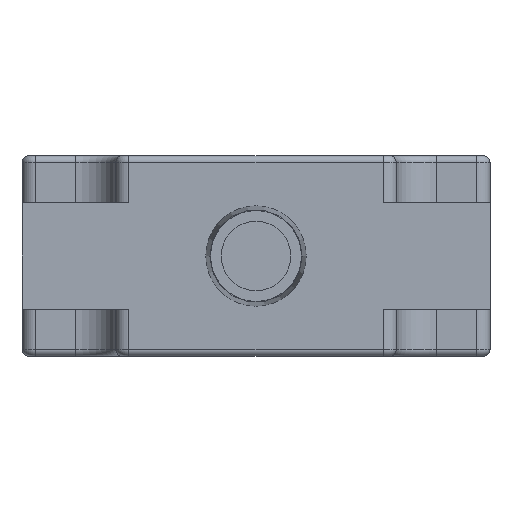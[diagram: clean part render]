
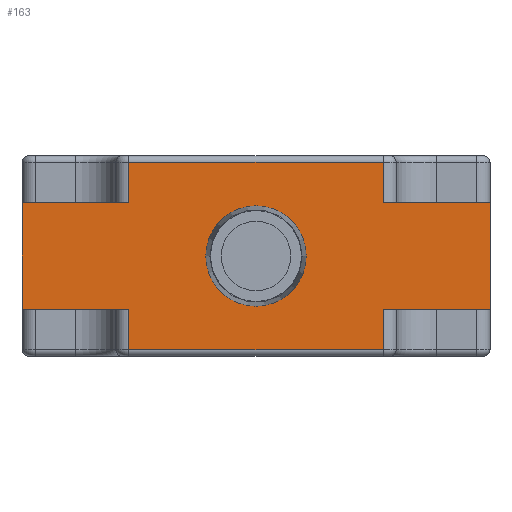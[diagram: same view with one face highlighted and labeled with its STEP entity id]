
A CAD part, front view. The second image highlights one B-rep face of the part: STEP entity #163.
In plain terms, the highlighted planar face has unit normal (0, -1, 0).
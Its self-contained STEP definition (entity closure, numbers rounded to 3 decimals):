
#163 = ADVANCED_FACE( '', ( #378, #379 ), #380, .F. );
#378 = FACE_BOUND( '', #645, .T. );
#379 = FACE_OUTER_BOUND( '', #646, .T. );
#380 = PLANE( '', #647 );
#645 = EDGE_LOOP( '', ( #1052 ) );
#646 = EDGE_LOOP( '', ( #1053, #1054, #1055, #1056, #1057, #1058, #1059, #1060, #1061, #1062, #1063, #1064 ) );
#647 = AXIS2_PLACEMENT_3D( '', #1065, #1066, #1067 );
#1052 = ORIENTED_EDGE( '', *, *, #1668, .T. );
#1053 = ORIENTED_EDGE( '', *, *, #1669, .T. );
#1054 = ORIENTED_EDGE( '', *, *, #1670, .T. );
#1055 = ORIENTED_EDGE( '', *, *, #1623, .T. );
#1056 = ORIENTED_EDGE( '', *, *, #1671, .T. );
#1057 = ORIENTED_EDGE( '', *, *, #1672, .F. );
#1058 = ORIENTED_EDGE( '', *, *, #1673, .T. );
#1059 = ORIENTED_EDGE( '', *, *, #1674, .T. );
#1060 = ORIENTED_EDGE( '', *, *, #1637, .T. );
#1061 = ORIENTED_EDGE( '', *, *, #1619, .T. );
#1062 = ORIENTED_EDGE( '', *, *, #1675, .F. );
#1063 = ORIENTED_EDGE( '', *, *, #1663, .T. );
#1064 = ORIENTED_EDGE( '', *, *, #1648, .F. );
#1065 = CARTESIAN_POINT( '', ( -17.5, -27.5, 15. ) );
#1066 = DIRECTION( '', ( 0., 1., 0. ) );
#1067 = DIRECTION( '', ( 0., 0., 1. ) );
#1619 = EDGE_CURVE( '', #1954, #1955, #1956, .F. );
#1623 = EDGE_CURVE( '', #1821, #1960, #1961, .F. );
#1637 = EDGE_CURVE( '', #1828, #1954, #1982, .F. );
#1648 = EDGE_CURVE( '', #2000, #1992, #2002, .T. );
#1663 = EDGE_CURVE( '', #2022, #1992, #2023, .T. );
#1668 = EDGE_CURVE( '', #2030, #2030, #2031, .T. );
#1669 = EDGE_CURVE( '', #2000, #2032, #2033, .T. );
#1670 = EDGE_CURVE( '', #2032, #1821, #2034, .T. );
#1671 = EDGE_CURVE( '', #1960, #2035, #2036, .T. );
#1672 = EDGE_CURVE( '', #2037, #2035, #2038, .T. );
#1673 = EDGE_CURVE( '', #2037, #2039, #2040, .T. );
#1674 = EDGE_CURVE( '', #2039, #1828, #2041, .T. );
#1675 = EDGE_CURVE( '', #2022, #1955, #2042, .T. );
#1821 = VERTEX_POINT( '', #2218 );
#1828 = VERTEX_POINT( '', #2225 );
#1954 = VERTEX_POINT( '', #2382 );
#1955 = VERTEX_POINT( '', #2383 );
#1956 = LINE( '', #2384, #2385 );
#1960 = VERTEX_POINT( '', #2389 );
#1961 = LINE( '', #2390, #2391 );
#1982 = LINE( '', #2414, #2415 );
#1992 = VERTEX_POINT( '', #2427 );
#2000 = VERTEX_POINT( '', #2438 );
#2002 = LINE( '', #2440, #2441 );
#2022 = VERTEX_POINT( '', #2467 );
#2023 = LINE( '', #2468, #2469 );
#2030 = VERTEX_POINT( '', #2479 );
#2031 = CIRCLE( '', #2480, 3.75 );
#2032 = VERTEX_POINT( '', #2481 );
#2033 = LINE( '', #2482, #2483 );
#2034 = LINE( '', #2484, #2485 );
#2035 = VERTEX_POINT( '', #2486 );
#2036 = LINE( '', #2487, #2488 );
#2037 = VERTEX_POINT( '', #2489 );
#2038 = LINE( '', #2490, #2491 );
#2039 = VERTEX_POINT( '', #2492 );
#2040 = LINE( '', #2493, #2494 );
#2041 = LINE( '', #2495, #2496 );
#2042 = LINE( '', #2497, #2498 );
#2218 = CARTESIAN_POINT( '', ( 9.5, -27.5, 0.5 ) );
#2225 = CARTESIAN_POINT( '', ( 9.5, -27.5, 14.5 ) );
#2382 = CARTESIAN_POINT( '', ( -9.5, -27.5, 14.5 ) );
#2383 = CARTESIAN_POINT( '', ( -9.5, -27.5, 11.5 ) );
#2384 = CARTESIAN_POINT( '', ( -9.5, -27.5, 15. ) );
#2385 = VECTOR( '', #2834, 1000. );
#2389 = CARTESIAN_POINT( '', ( 9.5, -27.5, 3.5 ) );
#2390 = CARTESIAN_POINT( '', ( 9.5, -27.5, 3.5 ) );
#2391 = VECTOR( '', #2841, 1000. );
#2414 = CARTESIAN_POINT( '', ( -9.5, -27.5, 14.5 ) );
#2415 = VECTOR( '', #2865, 1000. );
#2427 = CARTESIAN_POINT( '', ( -17.5, -27.5, 3.5 ) );
#2438 = CARTESIAN_POINT( '', ( -9.5, -27.5, 3.5 ) );
#2440 = CARTESIAN_POINT( '', ( -10.5, -27.5, 3.5 ) );
#2441 = VECTOR( '', #2883, 1000. );
#2467 = CARTESIAN_POINT( '', ( -17.5, -27.5, 11.5 ) );
#2468 = CARTESIAN_POINT( '', ( -17.5, -27.5, 15. ) );
#2469 = VECTOR( '', #2902, 1000. );
#2479 = CARTESIAN_POINT( '', ( 3.75, -27.5, 7.5 ) );
#2480 = AXIS2_PLACEMENT_3D( '', #2906, #2907, #2908 );
#2481 = CARTESIAN_POINT( '', ( -9.5, -27.5, 0.5 ) );
#2482 = CARTESIAN_POINT( '', ( -9.5, -27.5, 15. ) );
#2483 = VECTOR( '', #2909, 1000. );
#2484 = CARTESIAN_POINT( '', ( -17.5, -27.5, 0.5 ) );
#2485 = VECTOR( '', #2910, 1000. );
#2486 = CARTESIAN_POINT( '', ( 17.5, -27.5, 3.5 ) );
#2487 = CARTESIAN_POINT( '', ( 10.5, -27.5, 3.5 ) );
#2488 = VECTOR( '', #2911, 1000. );
#2489 = CARTESIAN_POINT( '', ( 17.5, -27.5, 11.5 ) );
#2490 = CARTESIAN_POINT( '', ( 17.5, -27.5, 15. ) );
#2491 = VECTOR( '', #2912, 1000. );
#2492 = CARTESIAN_POINT( '', ( 9.5, -27.5, 11.5 ) );
#2493 = CARTESIAN_POINT( '', ( 17.5, -27.5, 11.5 ) );
#2494 = VECTOR( '', #2913, 1000. );
#2495 = CARTESIAN_POINT( '', ( 9.5, -27.5, 15. ) );
#2496 = VECTOR( '', #2914, 1000. );
#2497 = CARTESIAN_POINT( '', ( -17.5, -27.5, 11.5 ) );
#2498 = VECTOR( '', #2915, 1000. );
#2834 = DIRECTION( '', ( 0., 0., 1. ) );
#2841 = DIRECTION( '', ( 0., 0., -1. ) );
#2865 = DIRECTION( '', ( 1., 0., 0. ) );
#2883 = DIRECTION( '', ( -1., 0., 0. ) );
#2902 = DIRECTION( '', ( 0., 0., -1. ) );
#2906 = CARTESIAN_POINT( '', ( 0., -27.5, 7.5 ) );
#2907 = DIRECTION( '', ( 0., 1., 0. ) );
#2908 = DIRECTION( '', ( 1., 0., 0. ) );
#2909 = DIRECTION( '', ( 0., 0., -1. ) );
#2910 = DIRECTION( '', ( 1., 0., 0. ) );
#2911 = DIRECTION( '', ( 1., 0., 0. ) );
#2912 = DIRECTION( '', ( 0., 0., -1. ) );
#2913 = DIRECTION( '', ( -1., 0., 0. ) );
#2914 = DIRECTION( '', ( 0., 0., 1. ) );
#2915 = DIRECTION( '', ( 1., 0., 0. ) );
